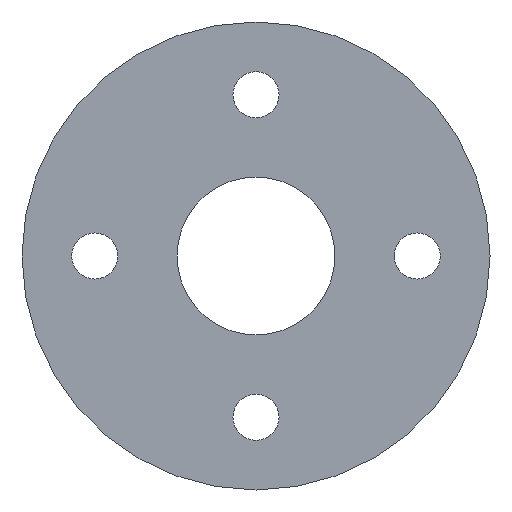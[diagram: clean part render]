
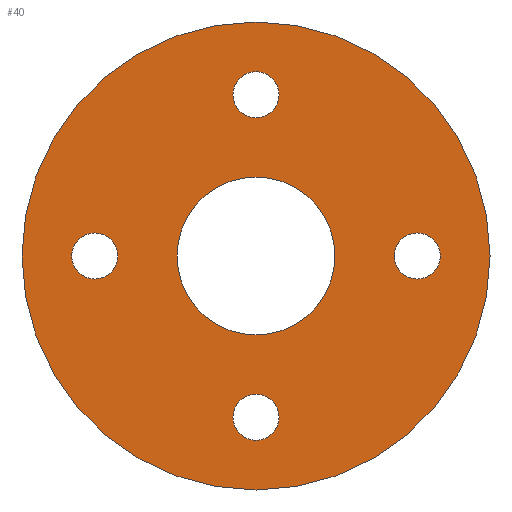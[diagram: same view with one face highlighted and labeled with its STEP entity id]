
A CAD part, front view. The second image highlights one B-rep face of the part: STEP entity #40.
In plain terms, the highlighted planar face has unit normal (0, -1, 0).
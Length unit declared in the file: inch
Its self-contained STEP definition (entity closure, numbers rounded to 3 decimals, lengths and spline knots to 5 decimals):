
#3 = ORIENTED_EDGE ( 'NONE', *, *, #212, .F. ) ;
#8 = VERTEX_POINT ( 'NONE', #219 ) ;
#11 = VERTEX_POINT ( 'NONE', #442 ) ;
#27 = EDGE_LOOP ( 'NONE', ( #485, #161 ) ) ;
#30 = CARTESIAN_POINT ( 'NONE',  ( 0., 0.34811, -0.27559 ) ) ;
#38 = CIRCLE ( 'NONE', #141, 0.03937 ) ;
#40 = ADVANCED_FACE ( 'NONE', ( #90, #480, #389, #89, #177, #216 ), #131, .T. ) ;
#41 = AXIS2_PLACEMENT_3D ( 'NONE', #30, #343, #346 ) ;
#42 = DIRECTION ( 'NONE',  ( 0., -1., 0. ) ) ;
#46 = CARTESIAN_POINT ( 'NONE',  ( 0., 0.34811, 0. ) ) ;
#50 = VERTEX_POINT ( 'NONE', #354 ) ;
#53 = VERTEX_POINT ( 'NONE', #577 ) ;
#57 = DIRECTION ( 'NONE',  ( 0., -1., 0. ) ) ;
#68 = CIRCLE ( 'NONE', #199, 0.03937 ) ;
#73 = AXIS2_PLACEMENT_3D ( 'NONE', #210, #42, #395 ) ;
#75 = AXIS2_PLACEMENT_3D ( 'NONE', #524, #305, #434 ) ;
#77 = CARTESIAN_POINT ( 'NONE',  ( 0., 0.34811, -0.31496 ) ) ;
#86 = DIRECTION ( 'NONE',  ( 0., -1., 0. ) ) ;
#89 = FACE_BOUND ( 'NONE', #166, .T. ) ;
#90 = FACE_BOUND ( 'NONE', #555, .T. ) ;
#92 = DIRECTION ( 'NONE',  ( 0., 0., -1. ) ) ;
#102 = CARTESIAN_POINT ( 'NONE',  ( 0., 0.34811, 0.27559 ) ) ;
#109 = AXIS2_PLACEMENT_3D ( 'NONE', #46, #482, #263 ) ;
#117 = VERTEX_POINT ( 'NONE', #455 ) ;
#131 = PLANE ( 'NONE',  #109 ) ;
#133 = CARTESIAN_POINT ( 'NONE',  ( 0., 0.34811, 0.27559 ) ) ;
#136 = DIRECTION ( 'NONE',  ( 0., 0., -1. ) ) ;
#141 = AXIS2_PLACEMENT_3D ( 'NONE', #405, #361, #136 ) ;
#143 = DIRECTION ( 'NONE',  ( 0., 0., -1. ) ) ;
#158 = CARTESIAN_POINT ( 'NONE',  ( 0., 0.34811, -0.135 ) ) ;
#161 = ORIENTED_EDGE ( 'NONE', *, *, #532, .T. ) ;
#166 = EDGE_LOOP ( 'NONE', ( #338, #249 ) ) ;
#171 = AXIS2_PLACEMENT_3D ( 'NONE', #368, #408, #316 ) ;
#173 = EDGE_CURVE ( 'NONE', #403, #175, #68, .T. ) ;
#175 = VERTEX_POINT ( 'NONE', #236 ) ;
#177 = FACE_OUTER_BOUND ( 'NONE', #379, .T. ) ;
#182 = EDGE_CURVE ( 'NONE', #205, #53, #218, .T. ) ;
#187 = EDGE_CURVE ( 'NONE', #326, #11, #38, .T. ) ;
#189 = EDGE_CURVE ( 'NONE', #357, #280, #437, .T. ) ;
#198 = ORIENTED_EDGE ( 'NONE', *, *, #187, .F. ) ;
#199 = AXIS2_PLACEMENT_3D ( 'NONE', #450, #365, #319 ) ;
#202 = CARTESIAN_POINT ( 'NONE',  ( 0.27559, 0.34811, 0.03937 ) ) ;
#205 = VERTEX_POINT ( 'NONE', #546 ) ;
#210 = CARTESIAN_POINT ( 'NONE',  ( 0., 0.34811, 0. ) ) ;
#212 = EDGE_CURVE ( 'NONE', #117, #8, #491, .T. ) ;
#215 = EDGE_CURVE ( 'NONE', #360, #50, #523, .T. ) ;
#216 = FACE_BOUND ( 'NONE', #27, .T. ) ;
#218 = CIRCLE ( 'NONE', #390, 0.4 ) ;
#219 = CARTESIAN_POINT ( 'NONE',  ( 0., 0.34811, 0.23622 ) ) ;
#223 = DIRECTION ( 'NONE',  ( 0., 0., -1. ) ) ;
#225 = AXIS2_PLACEMENT_3D ( 'NONE', #572, #404, #92 ) ;
#231 = AXIS2_PLACEMENT_3D ( 'NONE', #133, #385, #527 ) ;
#232 = CARTESIAN_POINT ( 'NONE',  ( 0., 0.34811, 0. ) ) ;
#236 = CARTESIAN_POINT ( 'NONE',  ( 0., 0.34811, -0.23622 ) ) ;
#249 = ORIENTED_EDGE ( 'NONE', *, *, #493, .F. ) ;
#263 = DIRECTION ( 'NONE',  ( 0., 0., -1. ) ) ;
#280 = VERTEX_POINT ( 'NONE', #158 ) ;
#296 = CIRCLE ( 'NONE', #41, 0.03937 ) ;
#298 = CIRCLE ( 'NONE', #225, 0.03937 ) ;
#305 = DIRECTION ( 'NONE',  ( 0., 1., 0. ) ) ;
#306 = EDGE_LOOP ( 'NONE', ( #317, #3 ) ) ;
#316 = DIRECTION ( 'NONE',  ( 0., 0., -1. ) ) ;
#317 = ORIENTED_EDGE ( 'NONE', *, *, #384, .F. ) ;
#319 = DIRECTION ( 'NONE',  ( 0., 0., -1. ) ) ;
#322 = CARTESIAN_POINT ( 'NONE',  ( -0.27559, 0.34811, 0. ) ) ;
#326 = VERTEX_POINT ( 'NONE', #202 ) ;
#329 = ORIENTED_EDGE ( 'NONE', *, *, #215, .F. ) ;
#334 = EDGE_LOOP ( 'NONE', ( #545, #329 ) ) ;
#338 = ORIENTED_EDGE ( 'NONE', *, *, #173, .F. ) ;
#343 = DIRECTION ( 'NONE',  ( 0., -1., 0. ) ) ;
#346 = DIRECTION ( 'NONE',  ( 0., 0., -1. ) ) ;
#354 = CARTESIAN_POINT ( 'NONE',  ( -0.27559, 0.34811, -0.03937 ) ) ;
#357 = VERTEX_POINT ( 'NONE', #516 ) ;
#360 = VERTEX_POINT ( 'NONE', #511 ) ;
#361 = DIRECTION ( 'NONE',  ( 0., -1., 0. ) ) ;
#365 = DIRECTION ( 'NONE',  ( 0., -1., 0. ) ) ;
#368 = CARTESIAN_POINT ( 'NONE',  ( 0., 0.34811, 0. ) ) ;
#379 = EDGE_LOOP ( 'NONE', ( #382, #558 ) ) ;
#382 = ORIENTED_EDGE ( 'NONE', *, *, #182, .T. ) ;
#384 = EDGE_CURVE ( 'NONE', #8, #117, #506, .T. ) ;
#385 = DIRECTION ( 'NONE',  ( 0., -1., 0. ) ) ;
#389 = FACE_BOUND ( 'NONE', #334, .T. ) ;
#390 = AXIS2_PLACEMENT_3D ( 'NONE', #232, #505, #452 ) ;
#395 = DIRECTION ( 'NONE',  ( 0., 0., -1. ) ) ;
#403 = VERTEX_POINT ( 'NONE', #77 ) ;
#404 = DIRECTION ( 'NONE',  ( 0., -1., 0. ) ) ;
#405 = CARTESIAN_POINT ( 'NONE',  ( 0.27559, 0.34811, 0. ) ) ;
#408 = DIRECTION ( 'NONE',  ( 0., 1., 0. ) ) ;
#434 = DIRECTION ( 'NONE',  ( 0., 0., -1. ) ) ;
#437 = CIRCLE ( 'NONE', #171, 0.135 ) ;
#442 = CARTESIAN_POINT ( 'NONE',  ( 0.27559, 0.34811, -0.03937 ) ) ;
#446 = AXIS2_PLACEMENT_3D ( 'NONE', #102, #544, #143 ) ;
#448 = ORIENTED_EDGE ( 'NONE', *, *, #478, .F. ) ;
#450 = CARTESIAN_POINT ( 'NONE',  ( 0., 0.34811, -0.27559 ) ) ;
#452 = DIRECTION ( 'NONE',  ( 0., 0., -1. ) ) ;
#455 = CARTESIAN_POINT ( 'NONE',  ( 0., 0.34811, 0.31496 ) ) ;
#459 = AXIS2_PLACEMENT_3D ( 'NONE', #322, #57, #551 ) ;
#468 = AXIS2_PLACEMENT_3D ( 'NONE', #531, #86, #223 ) ;
#477 = EDGE_CURVE ( 'NONE', #53, #205, #499, .T. ) ;
#478 = EDGE_CURVE ( 'NONE', #11, #326, #547, .T. ) ;
#480 = FACE_BOUND ( 'NONE', #306, .T. ) ;
#482 = DIRECTION ( 'NONE',  ( 0., -1., 0. ) ) ;
#485 = ORIENTED_EDGE ( 'NONE', *, *, #189, .T. ) ;
#491 = CIRCLE ( 'NONE', #446, 0.03937 ) ;
#493 = EDGE_CURVE ( 'NONE', #175, #403, #296, .T. ) ;
#499 = CIRCLE ( 'NONE', #73, 0.4 ) ;
#505 = DIRECTION ( 'NONE',  ( 0., -1., 0. ) ) ;
#506 = CIRCLE ( 'NONE', #231, 0.03937 ) ;
#511 = CARTESIAN_POINT ( 'NONE',  ( -0.27559, 0.34811, 0.03937 ) ) ;
#516 = CARTESIAN_POINT ( 'NONE',  ( 0., 0.34811, 0.135 ) ) ;
#523 = CIRCLE ( 'NONE', #459, 0.03937 ) ;
#524 = CARTESIAN_POINT ( 'NONE',  ( 0., 0.34811, 0. ) ) ;
#527 = DIRECTION ( 'NONE',  ( 0., 0., -1. ) ) ;
#531 = CARTESIAN_POINT ( 'NONE',  ( 0.27559, 0.34811, 0. ) ) ;
#532 = EDGE_CURVE ( 'NONE', #280, #357, #578, .T. ) ;
#538 = EDGE_CURVE ( 'NONE', #50, #360, #298, .T. ) ;
#544 = DIRECTION ( 'NONE',  ( 0., -1., 0. ) ) ;
#545 = ORIENTED_EDGE ( 'NONE', *, *, #538, .F. ) ;
#546 = CARTESIAN_POINT ( 'NONE',  ( 0., 0.34811, -0.4 ) ) ;
#547 = CIRCLE ( 'NONE', #468, 0.03937 ) ;
#551 = DIRECTION ( 'NONE',  ( 0., 0., -1. ) ) ;
#555 = EDGE_LOOP ( 'NONE', ( #448, #198 ) ) ;
#558 = ORIENTED_EDGE ( 'NONE', *, *, #477, .T. ) ;
#572 = CARTESIAN_POINT ( 'NONE',  ( -0.27559, 0.34811, 0. ) ) ;
#577 = CARTESIAN_POINT ( 'NONE',  ( 0., 0.34811, 0.4 ) ) ;
#578 = CIRCLE ( 'NONE', #75, 0.135 ) ;
